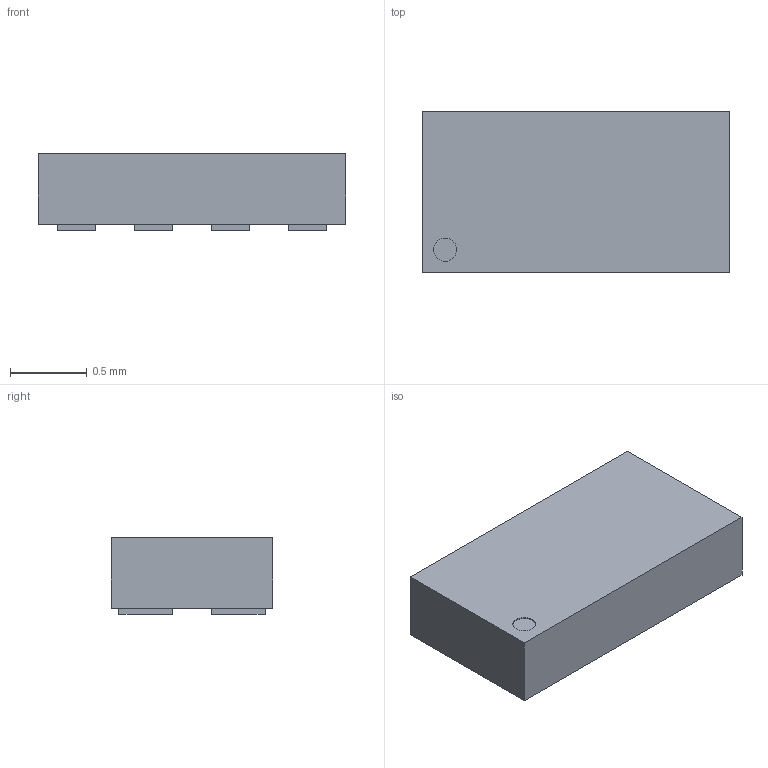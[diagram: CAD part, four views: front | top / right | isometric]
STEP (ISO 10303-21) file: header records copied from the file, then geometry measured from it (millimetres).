
FILE_DESCRIPTION(/* description */ ('STEP AP242','CAx-IF Rec.Pracs.---Representation and Presentation of Product Manufacturing Information (PMI)---4.0---2014-10-13','CAx-IF Rec.Pracs.---3D Tessellated Geometry---0.4---2014-09-14','2;1'),/* implementation_level */ '2;1');
FILE_NAME(/* name */ '6484f15e72fc3c6840391da3',/* time_stamp */ '2023-06-10T21:55:42Z',/* author */ (''),/* organization */ (''),/* preprocessor_version */ 'ST-DEVELOPER v19.4',/* originating_system */ ' ',/* authorisation */ ' ');
FILE_SCHEMA (('AP242_MANAGED_MODEL_BASED_3D_ENGINEERING_MIM_LF { 1 0 10303 442 1 1 4 }'));
Length unit declared in the file: metre
Products named in the file (9): Part 2; Part 1; Part 9; Part 8; Part 7; Part 6; Part 5; Part 4; Part 3
Bounding box: 2 x 1.05 x 0.5 mm (x, y, z)
Volume: 1 mm3; surface area: 8.8 mm2
Topology: 9 solids, 9 shells, 56 faces, 111 edges, 74 vertices
Faces by surface type: plane 55, cylinder 1
Full cylindrical faces by diameter (mm): 0.15 x1
Entity records: 1643 total; most frequent: CARTESIAN_POINT 249, DIRECTION 242, ORIENTED_EDGE 220, EDGE_CURVE 110, LINE 108, VECTOR 108, VERTEX_POINT 74, AXIS2_PLACEMENT_3D 67
